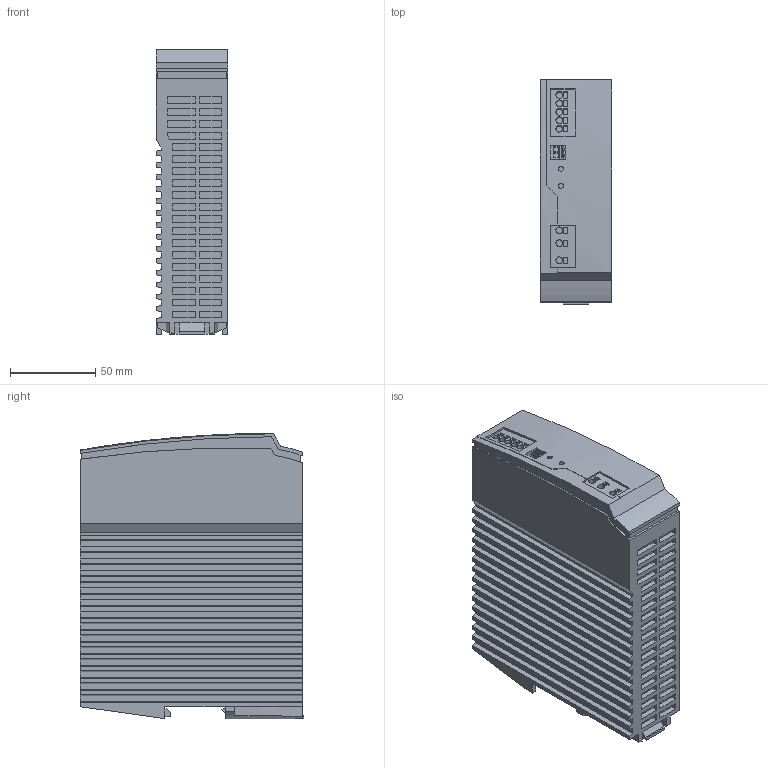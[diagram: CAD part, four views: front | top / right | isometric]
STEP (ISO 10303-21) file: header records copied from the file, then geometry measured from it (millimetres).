
FILE_DESCRIPTION(('Creo Elements/Direct Modeling STEP Export'),'2;1');
FILE_NAME('model.stp','2018-10-31T 7:44:30',(''),(''),'Creo Elements/Direct Modeling STEP processor for AP214 (Solid Model)','Creo Elements/Direct Modeling 18.1I 14-Aug-2016 (C) Parametric Technology GmbH','');
FILE_SCHEMA(('AUTOMOTIVE_DESIGN { 1 0 10303 214 1 1 1 1 }'));
Length unit declared in the file: millimetre
Products named in the file (2): TRIO_PS_2G_1AC_24DC_10_B_D-select
Assembly tree (1 placements, depth 2):
  TRIO_PS_2G_1AC_24DC_10_B_D-select
    TRIO_PS_2G_1AC_24DC_10_B_D-select
Bounding box: 42 x 131 x 167 mm (x, y, z)
Volume: 826515.5 mm3; surface area: 86352.9 mm2
Topology: 1 solids, 1 shells, 694 faces, 1772 edges, 1178 vertices
Faces by surface type: plane 647, cylinder 43, extrusion 4
Entity records: 22126 total; most frequent: CARTESIAN_POINT 4264, ORIENTED_EDGE 3544, DIRECTION 3037, EDGE_CURVE 1772, VECTOR 1589, LINE 1585, VERTEX_POINT 1178, EDGE_LOOP 792
